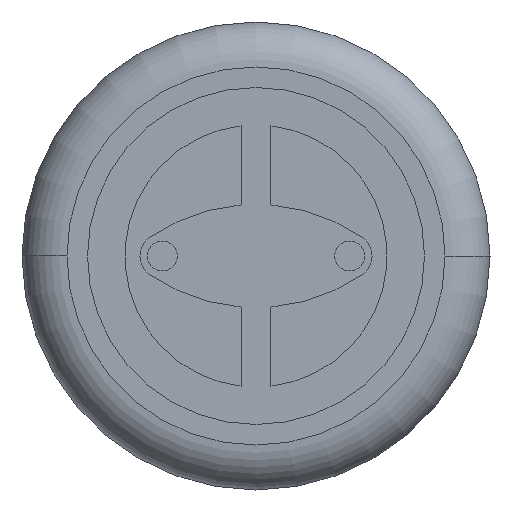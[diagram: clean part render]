
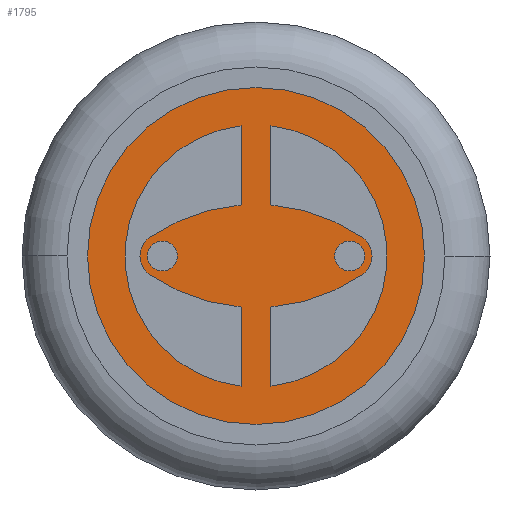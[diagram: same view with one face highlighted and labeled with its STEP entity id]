
A CAD part, front view. The second image highlights one B-rep face of the part: STEP entity #1795.
In plain terms, the highlighted planar face has unit normal (0, -1, 0).
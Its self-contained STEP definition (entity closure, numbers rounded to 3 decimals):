
#43 = EDGE_CURVE ( 'NONE', #1133, #1185, #217, .T. ) ;
#58 = CIRCLE ( 'NONE', #756, 4.5 ) ;
#109 = CIRCLE ( 'NONE', #1022, 4.5 ) ;
#112 = DIRECTION ( 'NONE',  ( 0., -1., 0. ) ) ;
#121 = EDGE_CURVE ( 'NONE', #686, #522, #267, .T. ) ;
#133 = DIRECTION ( 'NONE',  ( -1., 0., 0. ) ) ;
#141 = EDGE_CURVE ( 'NONE', #1679, #1185, #759, .T. ) ;
#147 = ORIENTED_EDGE ( 'NONE', *, *, #121, .T. ) ;
#169 = VECTOR ( 'NONE', #176, 1000. ) ;
#175 = ORIENTED_EDGE ( 'NONE', *, *, #867, .T. ) ;
#176 = DIRECTION ( 'NONE',  ( 0., 0., -1. ) ) ;
#206 = AXIS2_PLACEMENT_3D ( 'NONE', #1066, #1518, #937 ) ;
#217 = CIRCLE ( 'NONE', #854, 3.5 ) ;
#229 = DIRECTION ( 'NONE',  ( 0., -1., 0. ) ) ;
#246 = CARTESIAN_POINT ( 'NONE',  ( 2.841, 0.75, 0.494 ) ) ;
#267 = CIRCLE ( 'NONE', #1126, 0.6 ) ;
#277 = CARTESIAN_POINT ( 'NONE',  ( 0., 0.75, 0. ) ) ;
#322 = EDGE_CURVE ( 'NONE', #1133, #886, #1250, .T. ) ;
#348 = EDGE_LOOP ( 'NONE', ( #741, #147, #703, #785, #1728, #1804 ) ) ;
#376 = CIRCLE ( 'NONE', #1755, 5. ) ;
#402 = ORIENTED_EDGE ( 'NONE', *, *, #425, .F. ) ;
#425 = EDGE_CURVE ( 'NONE', #1385, #1636, #1478, .T. ) ;
#460 = CARTESIAN_POINT ( 'NONE',  ( -0.4, 0.75, -3.477 ) ) ;
#522 = VERTEX_POINT ( 'NONE', #1834 ) ;
#527 = CARTESIAN_POINT ( 'NONE',  ( -0.4, 0.75, 1.363 ) ) ;
#559 = ORIENTED_EDGE ( 'NONE', *, *, #1531, .T. ) ;
#579 = CARTESIAN_POINT ( 'NONE',  ( 0.4, 0.75, -1.363 ) ) ;
#595 = AXIS2_PLACEMENT_3D ( 'NONE', #1426, #229, #1708 ) ;
#613 = EDGE_CURVE ( 'NONE', #1481, #1335, #58, .T. ) ;
#647 = VECTOR ( 'NONE', #943, 1000. ) ;
#655 = VERTEX_POINT ( 'NONE', #1588 ) ;
#664 = CIRCLE ( 'NONE', #1498, 3.5 ) ;
#672 = DIRECTION ( 'NONE',  ( -1., 0., 0. ) ) ;
#686 = VERTEX_POINT ( 'NONE', #1008 ) ;
#703 = ORIENTED_EDGE ( 'NONE', *, *, #1445, .T. ) ;
#704 = DIRECTION ( 'NONE',  ( 1., 0., 0. ) ) ;
#713 = CARTESIAN_POINT ( 'NONE',  ( 0., 0.75, 0. ) ) ;
#735 = LINE ( 'NONE', #1113, #904 ) ;
#741 = ORIENTED_EDGE ( 'NONE', *, *, #1349, .F. ) ;
#755 = VERTEX_POINT ( 'NONE', #579 ) ;
#756 = AXIS2_PLACEMENT_3D ( 'NONE', #1744, #112, #1879 ) ;
#759 = LINE ( 'NONE', #1706, #647 ) ;
#783 = DIRECTION ( 'NONE',  ( -1., 0., 0. ) ) ;
#785 = ORIENTED_EDGE ( 'NONE', *, *, #141, .T. ) ;
#796 = CARTESIAN_POINT ( 'NONE',  ( 4.5, 0.75, 0. ) ) ;
#817 = DIRECTION ( 'NONE',  ( -1., 0., 0. ) ) ;
#830 = CARTESIAN_POINT ( 'NONE',  ( 0.4, 0.75, 3.477 ) ) ;
#844 = AXIS2_PLACEMENT_3D ( 'NONE', #1734, #1586, #1875 ) ;
#854 = AXIS2_PLACEMENT_3D ( 'NONE', #1394, #1691, #783 ) ;
#860 = LINE ( 'NONE', #1054, #1368 ) ;
#866 = DIRECTION ( 'NONE',  ( 0., -1., 0. ) ) ;
#867 = EDGE_CURVE ( 'NONE', #1385, #655, #1623, .T. ) ;
#876 = EDGE_LOOP ( 'NONE', ( #175, #559, #1514, #1144, #1149, #402 ) ) ;
#886 = VERTEX_POINT ( 'NONE', #527 ) ;
#904 = VECTOR ( 'NONE', #1569, 1000. ) ;
#906 = EDGE_CURVE ( 'NONE', #1463, #1473, #664, .T. ) ;
#937 = DIRECTION ( 'NONE',  ( -1., 0., 0. ) ) ;
#940 = AXIS2_PLACEMENT_3D ( 'NONE', #1161, #866, #1898 ) ;
#943 = DIRECTION ( 'NONE',  ( 0., 0., -1. ) ) ;
#957 = CARTESIAN_POINT ( 'NONE',  ( -4.5, 0.75, 0. ) ) ;
#959 = CARTESIAN_POINT ( 'NONE',  ( -2.5, 0.75, 0. ) ) ;
#960 = ORIENTED_EDGE ( 'NONE', *, *, #1502, .T. ) ;
#1008 = CARTESIAN_POINT ( 'NONE',  ( -2.841, 0.75, 0.494 ) ) ;
#1022 = AXIS2_PLACEMENT_3D ( 'NONE', #713, #1291, #704 ) ;
#1054 = CARTESIAN_POINT ( 'NONE',  ( 0.4, 0.75, 0. ) ) ;
#1057 = FACE_BOUND ( 'NONE', #348, .T. ) ;
#1066 = CARTESIAN_POINT ( 'NONE',  ( 2.5, 0.75, 0. ) ) ;
#1113 = CARTESIAN_POINT ( 'NONE',  ( 0.4, 0.75, 0. ) ) ;
#1115 = CARTESIAN_POINT ( 'NONE',  ( 0.4, 0.75, -3.477 ) ) ;
#1126 = AXIS2_PLACEMENT_3D ( 'NONE', #959, #1400, #817 ) ;
#1129 = EDGE_LOOP ( 'NONE', ( #1604, #960 ) ) ;
#1133 = VERTEX_POINT ( 'NONE', #1654 ) ;
#1144 = ORIENTED_EDGE ( 'NONE', *, *, #1893, .T. ) ;
#1149 = ORIENTED_EDGE ( 'NONE', *, *, #1544, .F. ) ;
#1158 = FACE_BOUND ( 'NONE', #876, .T. ) ;
#1161 = CARTESIAN_POINT ( 'NONE',  ( 0., 0.75, -3.621 ) ) ;
#1185 = VERTEX_POINT ( 'NONE', #460 ) ;
#1195 = DIRECTION ( 'NONE',  ( -1., 0., 0. ) ) ;
#1250 = LINE ( 'NONE', #1342, #169 ) ;
#1291 = DIRECTION ( 'NONE',  ( 0., -1., 0. ) ) ;
#1335 = VERTEX_POINT ( 'NONE', #957 ) ;
#1342 = CARTESIAN_POINT ( 'NONE',  ( -0.4, 0.75, 0. ) ) ;
#1349 = EDGE_CURVE ( 'NONE', #686, #886, #376, .T. ) ;
#1368 = VECTOR ( 'NONE', #1513, 1000. ) ;
#1385 = VERTEX_POINT ( 'NONE', #246 ) ;
#1394 = CARTESIAN_POINT ( 'NONE',  ( 0., 0.75, 0. ) ) ;
#1400 = DIRECTION ( 'NONE',  ( 0., -1., 0. ) ) ;
#1410 = DIRECTION ( 'NONE',  ( 0., 1., 0. ) ) ;
#1425 = PLANE ( 'NONE',  #844 ) ;
#1426 = CARTESIAN_POINT ( 'NONE',  ( 0., 0.75, 3.621 ) ) ;
#1428 = AXIS2_PLACEMENT_3D ( 'NONE', #1483, #1790, #1195 ) ;
#1445 = EDGE_CURVE ( 'NONE', #522, #1679, #1716, .T. ) ;
#1463 = VERTEX_POINT ( 'NONE', #830 ) ;
#1473 = VERTEX_POINT ( 'NONE', #1115 ) ;
#1475 = CIRCLE ( 'NONE', #1428, 5. ) ;
#1478 = CIRCLE ( 'NONE', #206, 0.6 ) ;
#1481 = VERTEX_POINT ( 'NONE', #796 ) ;
#1483 = CARTESIAN_POINT ( 'NONE',  ( 0., 0.75, 3.621 ) ) ;
#1498 = AXIS2_PLACEMENT_3D ( 'NONE', #277, #1410, #133 ) ;
#1502 = EDGE_CURVE ( 'NONE', #1335, #1481, #109, .T. ) ;
#1513 = DIRECTION ( 'NONE',  ( 0., 0., 1. ) ) ;
#1514 = ORIENTED_EDGE ( 'NONE', *, *, #906, .T. ) ;
#1518 = DIRECTION ( 'NONE',  ( 0., 1., 0. ) ) ;
#1531 = EDGE_CURVE ( 'NONE', #655, #1463, #860, .T. ) ;
#1544 = EDGE_CURVE ( 'NONE', #1636, #755, #1475, .T. ) ;
#1569 = DIRECTION ( 'NONE',  ( 0., 0., 1. ) ) ;
#1586 = DIRECTION ( 'NONE',  ( 0., 1., 0. ) ) ;
#1588 = CARTESIAN_POINT ( 'NONE',  ( 0.4, 0.75, 1.363 ) ) ;
#1604 = ORIENTED_EDGE ( 'NONE', *, *, #613, .T. ) ;
#1623 = CIRCLE ( 'NONE', #940, 5. ) ;
#1629 = FACE_OUTER_BOUND ( 'NONE', #1129, .T. ) ;
#1636 = VERTEX_POINT ( 'NONE', #1837 ) ;
#1654 = CARTESIAN_POINT ( 'NONE',  ( -0.4, 0.75, 3.477 ) ) ;
#1679 = VERTEX_POINT ( 'NONE', #1688 ) ;
#1688 = CARTESIAN_POINT ( 'NONE',  ( -0.4, 0.75, -1.363 ) ) ;
#1691 = DIRECTION ( 'NONE',  ( 0., -1., 0. ) ) ;
#1706 = CARTESIAN_POINT ( 'NONE',  ( -0.4, 0.75, 0. ) ) ;
#1708 = DIRECTION ( 'NONE',  ( -1., 0., 0. ) ) ;
#1716 = CIRCLE ( 'NONE', #595, 5. ) ;
#1721 = CARTESIAN_POINT ( 'NONE',  ( 0., 0.75, -3.621 ) ) ;
#1728 = ORIENTED_EDGE ( 'NONE', *, *, #43, .F. ) ;
#1734 = CARTESIAN_POINT ( 'NONE',  ( 0., 0.75, 0. ) ) ;
#1744 = CARTESIAN_POINT ( 'NONE',  ( 0., 0.75, 0. ) ) ;
#1755 = AXIS2_PLACEMENT_3D ( 'NONE', #1721, #1851, #672 ) ;
#1790 = DIRECTION ( 'NONE',  ( 0., 1., 0. ) ) ;
#1795 = ADVANCED_FACE ( 'NONE', ( #1057, #1629, #1158 ), #1425, .F. ) ;
#1804 = ORIENTED_EDGE ( 'NONE', *, *, #322, .T. ) ;
#1834 = CARTESIAN_POINT ( 'NONE',  ( -2.841, 0.75, -0.494 ) ) ;
#1837 = CARTESIAN_POINT ( 'NONE',  ( 2.841, 0.75, -0.494 ) ) ;
#1851 = DIRECTION ( 'NONE',  ( 0., 1., 0. ) ) ;
#1875 = DIRECTION ( 'NONE',  ( -1., 0., 0. ) ) ;
#1879 = DIRECTION ( 'NONE',  ( 1., 0., 0. ) ) ;
#1893 = EDGE_CURVE ( 'NONE', #1473, #755, #735, .T. ) ;
#1898 = DIRECTION ( 'NONE',  ( -1., 0., 0. ) ) ;
